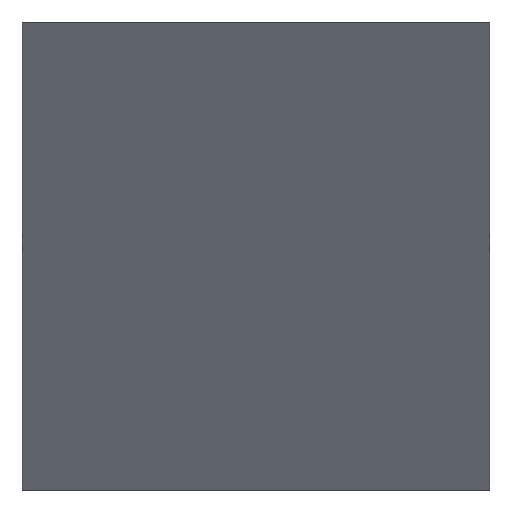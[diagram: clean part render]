
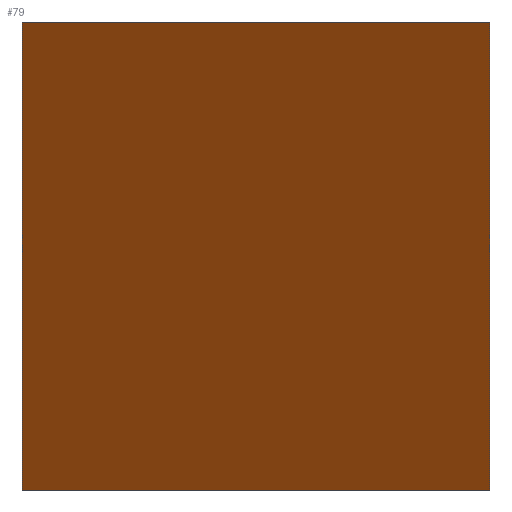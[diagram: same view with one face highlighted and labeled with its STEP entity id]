
A CAD part, left-side view. The second image highlights one B-rep face of the part: STEP entity #79.
In plain terms, the highlighted planar face has unit normal (-0.707, 0.707, 0).
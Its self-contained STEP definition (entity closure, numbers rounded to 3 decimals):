
#7 = FACE_OUTER_BOUND ( 'NONE', #233, .T. ) ;
#8 = EDGE_CURVE ( 'NONE', #237, #152, #181, .T. ) ;
#18 = CARTESIAN_POINT ( 'NONE',  ( 24.222, 29.961, 5. ) ) ;
#25 = CARTESIAN_POINT ( 'NONE',  ( 19.222, 24.961, 0. ) ) ;
#33 = VECTOR ( 'NONE', #68, 1000. ) ;
#38 = AXIS2_PLACEMENT_3D ( 'NONE', #188, #207, #88 ) ;
#46 = CARTESIAN_POINT ( 'NONE',  ( 24.222, 29.961, 0. ) ) ;
#62 = EDGE_CURVE ( 'NONE', #91, #245, #308, .T. ) ;
#68 = DIRECTION ( 'NONE',  ( -0.707, -0.707, 0. ) ) ;
#71 = CARTESIAN_POINT ( 'NONE',  ( 19.222, 24.961, 5. ) ) ;
#79 = ADVANCED_FACE ( 'NONE', ( #7 ), #305, .F. ) ;
#81 = VECTOR ( 'NONE', #129, 1000. ) ;
#88 = DIRECTION ( 'NONE',  ( 0.707, 0.707, 0. ) ) ;
#91 = VERTEX_POINT ( 'NONE', #257 ) ;
#96 = ORIENTED_EDGE ( 'NONE', *, *, #62, .F. ) ;
#101 = VECTOR ( 'NONE', #228, 1000. ) ;
#116 = ORIENTED_EDGE ( 'NONE', *, *, #250, .T. ) ;
#121 = LINE ( 'NONE', #25, #33 ) ;
#129 = DIRECTION ( 'NONE',  ( 0., 0., -1. ) ) ;
#152 = VERTEX_POINT ( 'NONE', #46 ) ;
#167 = ORIENTED_EDGE ( 'NONE', *, *, #8, .T. ) ;
#180 = ORIENTED_EDGE ( 'NONE', *, *, #255, .F. ) ;
#181 = LINE ( 'NONE', #206, #101 ) ;
#188 = CARTESIAN_POINT ( 'NONE',  ( 19.222, 24.961, 5. ) ) ;
#197 = VECTOR ( 'NONE', #229, 1000. ) ;
#206 = CARTESIAN_POINT ( 'NONE',  ( 24.222, 29.961, 5. ) ) ;
#207 = DIRECTION ( 'NONE',  ( 0.707, -0.707, 0. ) ) ;
#228 = DIRECTION ( 'NONE',  ( 0., 0., -1. ) ) ;
#229 = DIRECTION ( 'NONE',  ( -0.707, -0.707, 0. ) ) ;
#233 = EDGE_LOOP ( 'NONE', ( #116, #96, #180, #167 ) ) ;
#237 = VERTEX_POINT ( 'NONE', #18 ) ;
#245 = VERTEX_POINT ( 'NONE', #313 ) ;
#250 = EDGE_CURVE ( 'NONE', #152, #245, #121, .T. ) ;
#253 = LINE ( 'NONE', #71, #197 ) ;
#255 = EDGE_CURVE ( 'NONE', #237, #91, #253, .T. ) ;
#257 = CARTESIAN_POINT ( 'NONE',  ( 19.222, 24.961, 5. ) ) ;
#276 = CARTESIAN_POINT ( 'NONE',  ( 19.222, 24.961, 5. ) ) ;
#305 = PLANE ( 'NONE',  #38 ) ;
#308 = LINE ( 'NONE', #276, #81 ) ;
#313 = CARTESIAN_POINT ( 'NONE',  ( 19.222, 24.961, 0. ) ) ;
